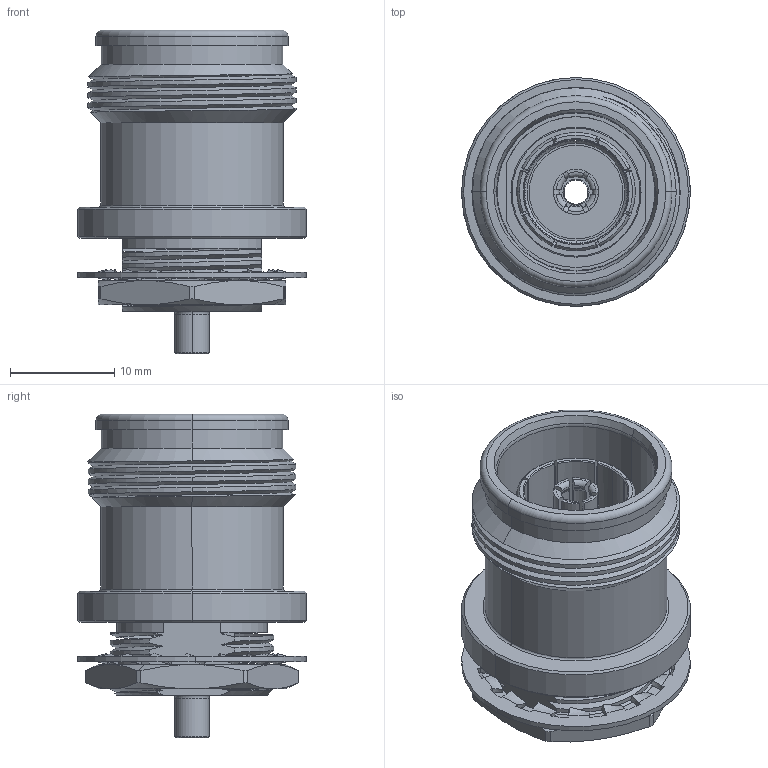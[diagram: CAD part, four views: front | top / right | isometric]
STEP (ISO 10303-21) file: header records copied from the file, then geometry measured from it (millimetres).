
FILE_DESCRIPTION (( 'STEP AP214' ), '1' );
FILE_NAME ('72-346-Q3-HA.STEP', '2024-07-31T08:52:30', ( '' ), ( '' ), 'SwSTEP 2.0', 'SolidWorks 2023', '' );
FILE_SCHEMA (( 'AUTOMOTIVE_DESIGN' ));
Length unit declared in the file: millimetre
Products named in the file (1): 72-346-Q3-HA
Bounding box: 22 x 22 x 31.1 mm (x, y, z)
Surface area: 4263.4 mm2 (no closed solid volume)
Topology: 0 solids, 6 shells, 334 faces, 1523 edges, 1158 vertices
Faces by surface type: plane 98, bspline 82, cylinder 66, cone 57, torus 31
Entity records: 22343 total; most frequent: CARTESIAN_POINT 11809, ORIENTED_EDGE 2292, DIRECTION 1678, EDGE_CURVE 1523, VERTEX_POINT 1158, B_SPLINE_CURVE_WITH_KNOTS 687, AXIS2_PLACEMENT_3D 637, VECTOR 404
